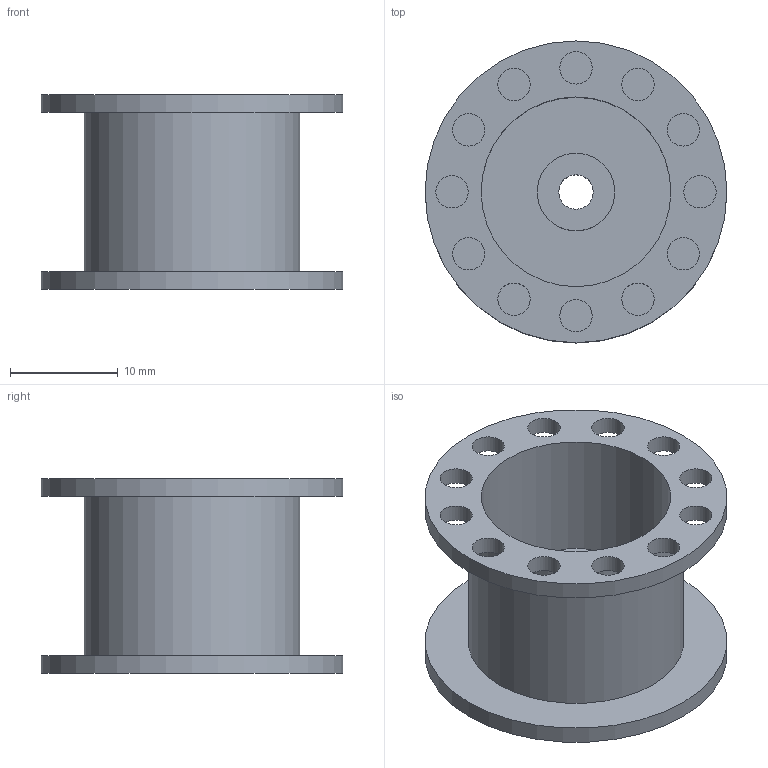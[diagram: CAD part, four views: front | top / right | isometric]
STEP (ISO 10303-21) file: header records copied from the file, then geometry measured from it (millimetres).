
FILE_DESCRIPTION(/* description */ (''),/* implementation_level */ '2;1');
FILE_NAME(/* name */ 'SpoolTraditionalMachining.stp',/* time_stamp */ '2021-01-06T18:11:49-05:00',/* author */ ('elmar'),/* organization */ (''),/* preprocessor_version */ 'ST-DEVELOPER v18.1',/* originating_system */ 'Autodesk Inventor 2021',/* authorisation */ '');
FILE_SCHEMA (('AUTOMOTIVE_DESIGN { 1 0 10303 214 3 1 1 }'));
Length unit declared in the file: millimetre
Products named in the file (1): SpoolTraditionalMachining
Bounding box: 28 x 28 x 18 mm (x, y, z)
Volume: 2742.9 mm3; surface area: 4225.6 mm2
Topology: 1 solids, 1 shells, 24 faces, 84 edges, 54 vertices
Faces by surface type: cylinder 18, plane 6
Full cylindrical faces by diameter (mm): 3 x12, 3.2 x1, 7.2 x1, 17.6 x1, 20 x1, 28 x2
Entity records: 1039 total; most frequent: DIRECTION 200, ORIENTED_EDGE 168, CARTESIAN_POINT 163, AXIS2_PLACEMENT_3D 91, EDGE_CURVE 84, CIRCLE 66, VERTEX_POINT 54, EDGE_LOOP 42
